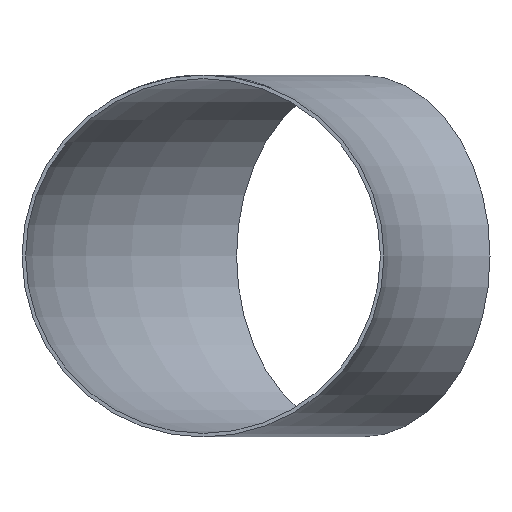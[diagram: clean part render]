
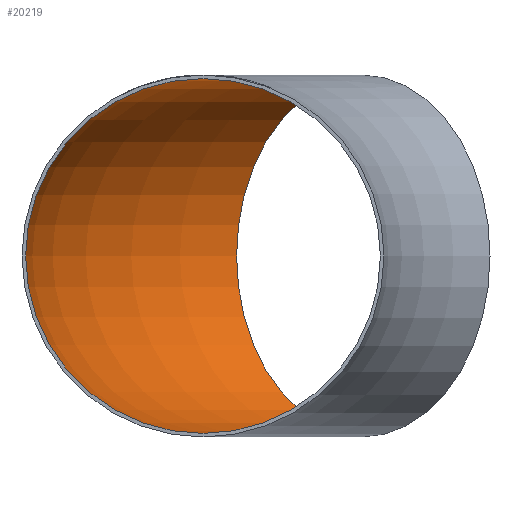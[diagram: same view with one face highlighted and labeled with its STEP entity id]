
A CAD part, front view. The second image highlights one B-rep face of the part: STEP entity #20219.
In plain terms, the highlighted toroidal (fillet/blend) face has major radius 762 mm and minor radius 249 mm.
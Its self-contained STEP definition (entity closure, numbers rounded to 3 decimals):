
#4826 = EDGE_LOOP ( 'NONE', ( #13104 ) ) ;
#5225 = CARTESIAN_POINT ( 'NONE',  ( -538.815, 538.815, 0. ) ) ;
#7992 = CARTESIAN_POINT ( 'NONE',  ( -714.885, 714.885, 0. ) ) ;
#12011 = AXIS2_PLACEMENT_3D ( 'NONE', #23808, #18210, #35524 ) ;
#12027 = FACE_OUTER_BOUND ( 'NONE', #4826, .T. ) ;
#12634 = CIRCLE ( 'NONE', #28045, 249. ) ;
#13104 = ORIENTED_EDGE ( 'NONE', *, *, #16962, .F. ) ;
#15716 = CIRCLE ( 'NONE', #30442, 249. ) ;
#16111 = VERTEX_POINT ( 'NONE', #36880 ) ;
#16962 = EDGE_CURVE ( 'NONE', #16111, #16111, #15716, .T. ) ;
#18210 = DIRECTION ( 'NONE',  ( 0., 0., -1. ) ) ;
#19387 = VERTEX_POINT ( 'NONE', #7992 ) ;
#20219 = ADVANCED_FACE ( 'NONE', ( #29375, #12027 ), #32939, .F. ) ;
#20286 = DIRECTION ( 'NONE',  ( 0.707, 0.707, 0. ) ) ;
#20503 = EDGE_LOOP ( 'NONE', ( #27592 ) ) ;
#23308 = DIRECTION ( 'NONE',  ( 0., 0., 1. ) ) ;
#23808 = CARTESIAN_POINT ( 'NONE',  ( 0., 0., 0. ) ) ;
#26367 = DIRECTION ( 'NONE',  ( 0., 1., 0. ) ) ;
#27592 = ORIENTED_EDGE ( 'NONE', *, *, #33409, .T. ) ;
#28045 = AXIS2_PLACEMENT_3D ( 'NONE', #5225, #20286, #32008 ) ;
#29375 = FACE_OUTER_BOUND ( 'NONE', #20503, .T. ) ;
#30442 = AXIS2_PLACEMENT_3D ( 'NONE', #35596, #26367, #23308 ) ;
#32008 = DIRECTION ( 'NONE',  ( -0.707, 0.707, 0. ) ) ;
#32939 = TOROIDAL_SURFACE ( 'NONE', #12011, 762., 249. ) ;
#33409 = EDGE_CURVE ( 'NONE', #19387, #19387, #12634, .T. ) ;
#35524 = DIRECTION ( 'NONE',  ( -1., 0., 0. ) ) ;
#35596 = CARTESIAN_POINT ( 'NONE',  ( -762., 0., 0. ) ) ;
#36880 = CARTESIAN_POINT ( 'NONE',  ( -762., 0., 249. ) ) ;
